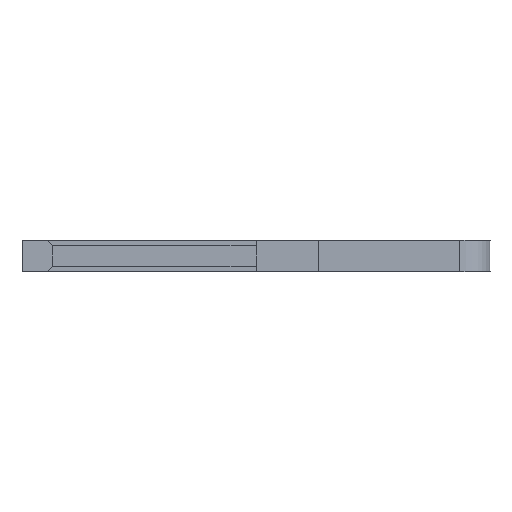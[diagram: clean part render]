
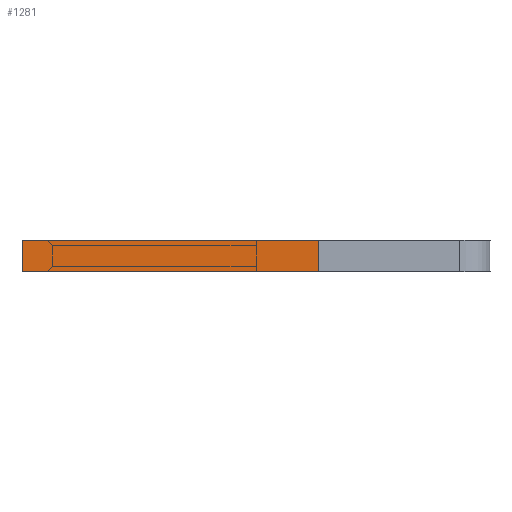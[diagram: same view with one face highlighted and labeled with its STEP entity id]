
A CAD part, left-side view. The second image highlights one B-rep face of the part: STEP entity #1281.
In plain terms, the highlighted face is planar.
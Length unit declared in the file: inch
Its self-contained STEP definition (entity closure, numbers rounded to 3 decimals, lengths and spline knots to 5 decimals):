
#66 = LINE ( 'NONE', #1561, #3483 ) ;
#133 = DIRECTION ( 'NONE',  ( -1., 0., 0. ) ) ;
#139 = EDGE_CURVE ( 'NONE', #3238, #872, #760, .T. ) ;
#161 = EDGE_CURVE ( 'NONE', #3238, #3459, #595, .T. ) ;
#178 = CARTESIAN_POINT ( 'NONE',  ( 0.01, -0.04, -0.04 ) ) ;
#242 = CARTESIAN_POINT ( 'NONE',  ( -0.01, -0.04, -0.04 ) ) ;
#457 = DIRECTION ( 'NONE',  ( 0., 1., 0. ) ) ;
#502 = DIRECTION ( 'NONE',  ( -1., 0., 0. ) ) ;
#547 = ORIENTED_EDGE ( 'NONE', *, *, #3600, .T. ) ;
#595 = LINE ( 'NONE', #2460, #1389 ) ;
#681 = LINE ( 'NONE', #2428, #1105 ) ;
#760 = LINE ( 'NONE', #178, #3595 ) ;
#872 = VERTEX_POINT ( 'NONE', #242 ) ;
#881 = PLANE ( 'NONE',  #2141 ) ;
#984 = VERTEX_POINT ( 'NONE', #1506 ) ;
#1055 = FACE_OUTER_BOUND ( 'NONE', #3974, .T. ) ;
#1072 = EDGE_CURVE ( 'NONE', #3459, #984, #66, .T. ) ;
#1105 = VECTOR ( 'NONE', #1488, 39.37008 ) ;
#1281 = ADVANCED_FACE ( 'NONE', ( #1055 ), #881, .F. ) ;
#1389 = VECTOR ( 'NONE', #457, 39.37008 ) ;
#1488 = DIRECTION ( 'NONE',  ( 0., 1., 0. ) ) ;
#1506 = CARTESIAN_POINT ( 'NONE',  ( -0.01, 0.15, -0.04 ) ) ;
#1561 = CARTESIAN_POINT ( 'NONE',  ( 0.01, 0.15, -0.04 ) ) ;
#1753 = CARTESIAN_POINT ( 'NONE',  ( 0.01, -0.04, -0.04 ) ) ;
#1893 = ORIENTED_EDGE ( 'NONE', *, *, #161, .F. ) ;
#1917 = ORIENTED_EDGE ( 'NONE', *, *, #1072, .F. ) ;
#2141 = AXIS2_PLACEMENT_3D ( 'NONE', #2233, #3530, #3167 ) ;
#2233 = CARTESIAN_POINT ( 'NONE',  ( 0.01, 0.15, -0.04 ) ) ;
#2428 = CARTESIAN_POINT ( 'NONE',  ( -0.01, 0.15, -0.04 ) ) ;
#2460 = CARTESIAN_POINT ( 'NONE',  ( 0.01, 0.15, -0.04 ) ) ;
#2473 = ORIENTED_EDGE ( 'NONE', *, *, #139, .T. ) ;
#3167 = DIRECTION ( 'NONE',  ( 1., 0., 0. ) ) ;
#3238 = VERTEX_POINT ( 'NONE', #1753 ) ;
#3459 = VERTEX_POINT ( 'NONE', #4039 ) ;
#3483 = VECTOR ( 'NONE', #502, 39.37008 ) ;
#3530 = DIRECTION ( 'NONE',  ( 0., 0., 1. ) ) ;
#3595 = VECTOR ( 'NONE', #133, 39.37008 ) ;
#3600 = EDGE_CURVE ( 'NONE', #872, #984, #681, .T. ) ;
#3974 = EDGE_LOOP ( 'NONE', ( #547, #1917, #1893, #2473 ) ) ;
#4039 = CARTESIAN_POINT ( 'NONE',  ( 0.01, 0.15, -0.04 ) ) ;
